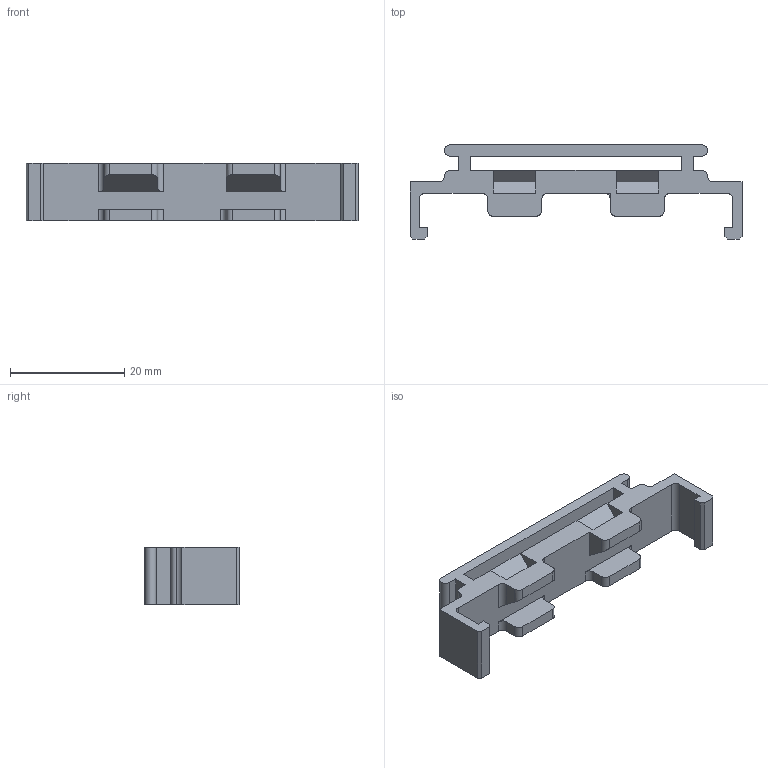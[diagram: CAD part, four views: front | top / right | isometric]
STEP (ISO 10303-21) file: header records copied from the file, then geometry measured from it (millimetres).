
FILE_DESCRIPTION(/* description */ (''),/* implementation_level */ '2;1');
FILE_NAME(/* name */ 'Base (Direct).step',/* time_stamp */ '2020-10-11T17:22:32+03:00',/* author */ (''),/* organization */ (''),/* preprocessor_version */ 'ST-DEVELOPER v18.1',/* originating_system */ 'Autodesk Translation Framework v9.3.0.1241',/* authorisation */ '');
FILE_SCHEMA (('AUTOMOTIVE_DESIGN { 1 0 10303 214 3 1 1 }'));
Length unit declared in the file: millimetre
Products named in the file (1): Back (Direct)
Bounding box: 58 x 16.5 x 10 mm (x, y, z)
Volume: 3700.6 mm3; surface area: 3637 mm2
Topology: 1 solids, 1 shells, 85 faces, 241 edges, 158 vertices
Faces by surface type: plane 62, cylinder 23
Entity records: 2781 total; most frequent: CARTESIAN_POINT 485, ORIENTED_EDGE 482, DIRECTION 459, EDGE_CURVE 241, LINE 195, VECTOR 195, VERTEX_POINT 158, AXIS2_PLACEMENT_3D 132
